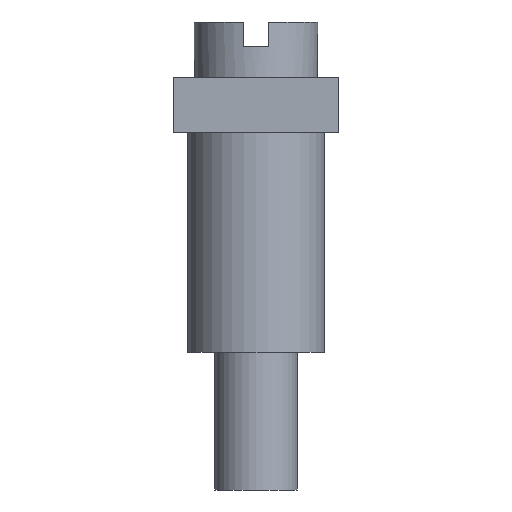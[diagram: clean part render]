
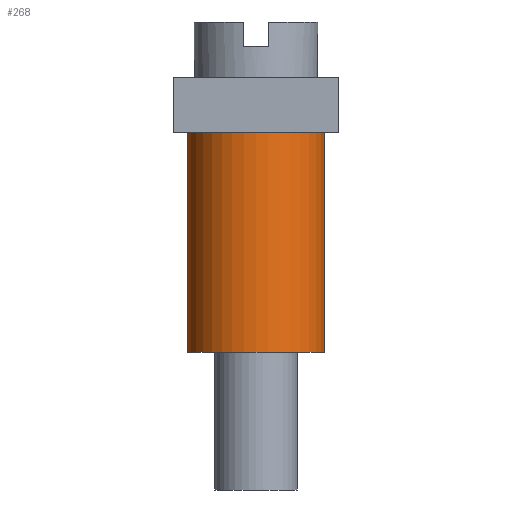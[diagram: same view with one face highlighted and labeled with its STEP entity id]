
A CAD part, left-side view. The second image highlights one B-rep face of the part: STEP entity #268.
In plain terms, the highlighted cylindrical face has radius 2.5 mm (diameter 5 mm), a full revolution.
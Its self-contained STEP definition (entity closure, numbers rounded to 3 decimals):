
#268=ADVANCED_FACE('',(#362,#363),#338,.T.);
#338=CYLINDRICAL_SURFACE('',#1029,2.5);
#362=FACE_BOUND('',#452,.T.);
#363=FACE_BOUND('',#453,.T.);
#452=EDGE_LOOP('',(#570));
#453=EDGE_LOOP('',(#571));
#570=ORIENTED_EDGE('',*,*,#862,.F.);
#571=ORIENTED_EDGE('',*,*,#863,.T.);
#778=VERTEX_POINT('',#1465);
#779=VERTEX_POINT('',#1467);
#862=EDGE_CURVE('',#778,#778,#966,.T.);
#863=EDGE_CURVE('',#779,#779,#967,.T.);
#966=CIRCLE('',#1027,2.5);
#967=CIRCLE('',#1028,2.5);
#1027=AXIS2_PLACEMENT_3D('',#1464,#1159,#1160);
#1028=AXIS2_PLACEMENT_3D('',#1466,#1161,#1162);
#1029=AXIS2_PLACEMENT_3D('',#1468,#1163,#1164);
#1159=DIRECTION('',(0.,0.,1.));
#1160=DIRECTION('',(1.,0.,0.));
#1161=DIRECTION('',(0.,0.,1.));
#1162=DIRECTION('',(1.,0.,0.));
#1163=DIRECTION('',(0.,0.,-1.));
#1164=DIRECTION('',(1.,0.,0.));
#1464=CARTESIAN_POINT('',(-0.925,0.,-2.));
#1465=CARTESIAN_POINT('',(1.575,0.,-2.));
#1466=CARTESIAN_POINT('',(-0.925,0.,-10.));
#1467=CARTESIAN_POINT('',(1.575,0.,-10.));
#1468=CARTESIAN_POINT('',(-0.925,0.,-2.));
